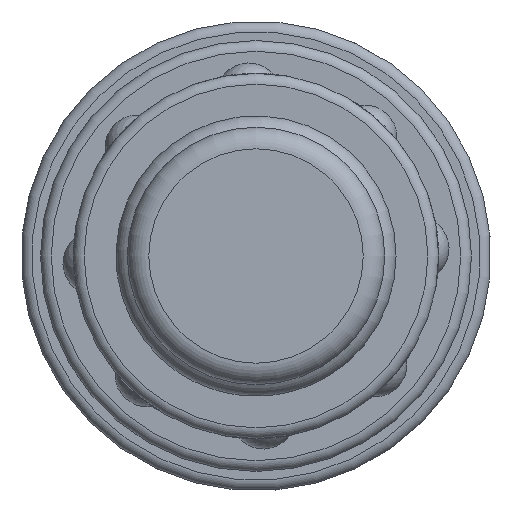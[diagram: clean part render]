
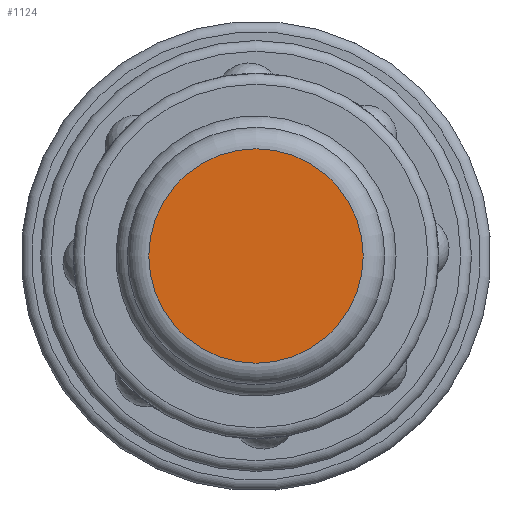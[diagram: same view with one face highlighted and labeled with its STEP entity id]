
A CAD part, left-side view. The second image highlights one B-rep face of the part: STEP entity #1124.
In plain terms, the highlighted planar face has unit normal (-1, 0, 0).
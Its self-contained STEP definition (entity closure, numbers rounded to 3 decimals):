
#191=FACE_OUTER_BOUND('',#271,.T.);
#271=EDGE_LOOP('',(#751));
#368=CIRCLE('',#1238,4.975);
#465=VERTEX_POINT('',#1824);
#577=EDGE_CURVE('',#465,#465,#368,.T.);
#751=ORIENTED_EDGE('',*,*,#577,.F.);
#1020=PLANE('',#1239);
#1124=ADVANCED_FACE('',(#191),#1020,.T.);
#1238=AXIS2_PLACEMENT_3D('',#1826,#1455,#1456);
#1239=AXIS2_PLACEMENT_3D('',#1827,#1457,#1458);
#1455=DIRECTION('center_axis',(1.,0.,0.));
#1456=DIRECTION('ref_axis',(0.,0.,-1.));
#1457=DIRECTION('center_axis',(-1.,0.,0.));
#1458=DIRECTION('ref_axis',(0.,0.,1.));
#1824=CARTESIAN_POINT('',(0.,0.,4.975));
#1826=CARTESIAN_POINT('Origin',(0.,0.,0.));
#1827=CARTESIAN_POINT('Origin',(0.,4.975,0.));
